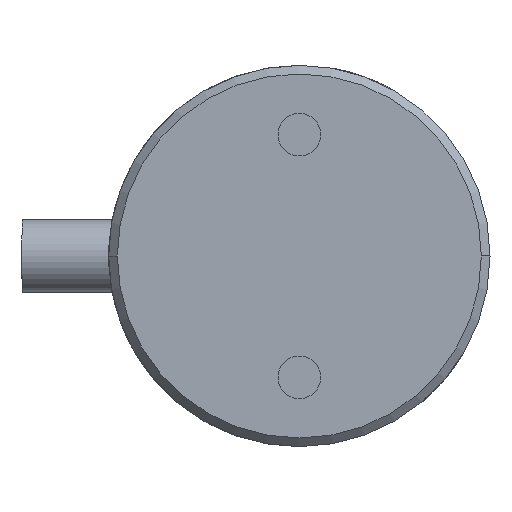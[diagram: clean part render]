
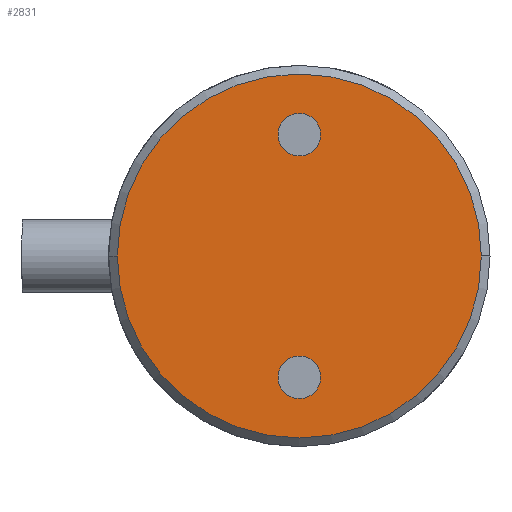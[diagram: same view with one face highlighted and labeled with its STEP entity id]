
A CAD part, left-side view. The second image highlights one B-rep face of the part: STEP entity #2831.
In plain terms, the highlighted planar face has unit normal (-1, 0, 0).
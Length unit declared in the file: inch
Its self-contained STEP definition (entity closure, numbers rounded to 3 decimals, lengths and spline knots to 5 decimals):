
#1 = VERTEX_POINT ( 'NONE', #13 ) ;
#13 = CARTESIAN_POINT ( 'NONE',  ( 0., 0.41339, 0. ) ) ;
#122 = AXIS2_PLACEMENT_3D ( 'NONE', #477, #1048, #1628 ) ;
#139 = CARTESIAN_POINT ( 'NONE',  ( 0., 0., 0.324 ) ) ;
#415 = CARTESIAN_POINT ( 'NONE',  ( 0., 0., -0.324 ) ) ;
#417 = EDGE_CURVE ( 'NONE', #1, #1410, #3087, .T. ) ;
#423 = DIRECTION ( 'NONE',  ( 0., 1., 0. ) ) ;
#465 = ORIENTED_EDGE ( 'NONE', *, *, #3666, .F. ) ;
#477 = CARTESIAN_POINT ( 'NONE',  ( 0., 0., 0. ) ) ;
#515 = DIRECTION ( 'NONE',  ( 1., 0., 0. ) ) ;
#550 = AXIS2_PLACEMENT_3D ( 'NONE', #1029, #3364, #768 ) ;
#570 = EDGE_CURVE ( 'NONE', #721, #1689, #2968, .T. ) ;
#680 = CIRCLE ( 'NONE', #3232, 0.41339 ) ;
#721 = VERTEX_POINT ( 'NONE', #2699 ) ;
#736 = ORIENTED_EDGE ( 'NONE', *, *, #417, .F. ) ;
#768 = DIRECTION ( 'NONE',  ( 0., 0., -1. ) ) ;
#883 = DIRECTION ( 'NONE',  ( 1., 0., 0. ) ) ;
#996 = ORIENTED_EDGE ( 'NONE', *, *, #1869, .T. ) ;
#1015 = CARTESIAN_POINT ( 'NONE',  ( 0., 0., 0. ) ) ;
#1029 = CARTESIAN_POINT ( 'NONE',  ( 0., 0., 0. ) ) ;
#1048 = DIRECTION ( 'NONE',  ( 1., 0., 0. ) ) ;
#1282 = AXIS2_PLACEMENT_3D ( 'NONE', #2708, #2140, #3571 ) ;
#1302 = DIRECTION ( 'NONE',  ( 1., 0., 0. ) ) ;
#1401 = AXIS2_PLACEMENT_3D ( 'NONE', #1757, #883, #3189 ) ;
#1410 = VERTEX_POINT ( 'NONE', #2475 ) ;
#1628 = DIRECTION ( 'NONE',  ( 0., 1., 0. ) ) ;
#1666 = DIRECTION ( 'NONE',  ( 1., 0., 0. ) ) ;
#1667 = PLANE ( 'NONE',  #550 ) ;
#1689 = VERTEX_POINT ( 'NONE', #415 ) ;
#1702 = CIRCLE ( 'NONE', #1282, 0.04841 ) ;
#1757 = CARTESIAN_POINT ( 'NONE',  ( 0., 0., -0.27559 ) ) ;
#1781 = VERTEX_POINT ( 'NONE', #139 ) ;
#1789 = EDGE_LOOP ( 'NONE', ( #996, #3020 ) ) ;
#1857 = EDGE_CURVE ( 'NONE', #1781, #2513, #2894, .T. ) ;
#1869 = EDGE_CURVE ( 'NONE', #2513, #1781, #2224, .T. ) ;
#1934 = CARTESIAN_POINT ( 'NONE',  ( 0., 0., 0.27559 ) ) ;
#2140 = DIRECTION ( 'NONE',  ( 1., 0., 0. ) ) ;
#2178 = FACE_BOUND ( 'NONE', #1789, .T. ) ;
#2202 = FACE_BOUND ( 'NONE', #2752, .T. ) ;
#2224 = CIRCLE ( 'NONE', #2285, 0.04841 ) ;
#2285 = AXIS2_PLACEMENT_3D ( 'NONE', #1934, #515, #3722 ) ;
#2435 = ORIENTED_EDGE ( 'NONE', *, *, #570, .T. ) ;
#2475 = CARTESIAN_POINT ( 'NONE',  ( 0., -0.41339, 0. ) ) ;
#2513 = VERTEX_POINT ( 'NONE', #3453 ) ;
#2525 = CARTESIAN_POINT ( 'NONE',  ( 0., 0., 0.27559 ) ) ;
#2569 = EDGE_LOOP ( 'NONE', ( #736, #465 ) ) ;
#2623 = EDGE_CURVE ( 'NONE', #1689, #721, #1702, .T. ) ;
#2699 = CARTESIAN_POINT ( 'NONE',  ( 0., 0., -0.22719 ) ) ;
#2708 = CARTESIAN_POINT ( 'NONE',  ( 0., 0., -0.27559 ) ) ;
#2752 = EDGE_LOOP ( 'NONE', ( #3054, #2435 ) ) ;
#2810 = FACE_OUTER_BOUND ( 'NONE', #2569, .T. ) ;
#2831 = ADVANCED_FACE ( 'NONE', ( #2202, #2178, #2810 ), #1667, .F. ) ;
#2894 = CIRCLE ( 'NONE', #3677, 0.04841 ) ;
#2968 = CIRCLE ( 'NONE', #1401, 0.04841 ) ;
#3020 = ORIENTED_EDGE ( 'NONE', *, *, #1857, .T. ) ;
#3054 = ORIENTED_EDGE ( 'NONE', *, *, #2623, .T. ) ;
#3087 = CIRCLE ( 'NONE', #122, 0.41339 ) ;
#3189 = DIRECTION ( 'NONE',  ( 0., 0., -1. ) ) ;
#3232 = AXIS2_PLACEMENT_3D ( 'NONE', #1015, #1302, #423 ) ;
#3364 = DIRECTION ( 'NONE',  ( 1., 0., 0. ) ) ;
#3381 = DIRECTION ( 'NONE',  ( 0., 0., -1. ) ) ;
#3453 = CARTESIAN_POINT ( 'NONE',  ( 0., 0., 0.22719 ) ) ;
#3571 = DIRECTION ( 'NONE',  ( 0., 0., -1. ) ) ;
#3666 = EDGE_CURVE ( 'NONE', #1410, #1, #680, .T. ) ;
#3677 = AXIS2_PLACEMENT_3D ( 'NONE', #2525, #1666, #3381 ) ;
#3722 = DIRECTION ( 'NONE',  ( 0., 0., -1. ) ) ;
